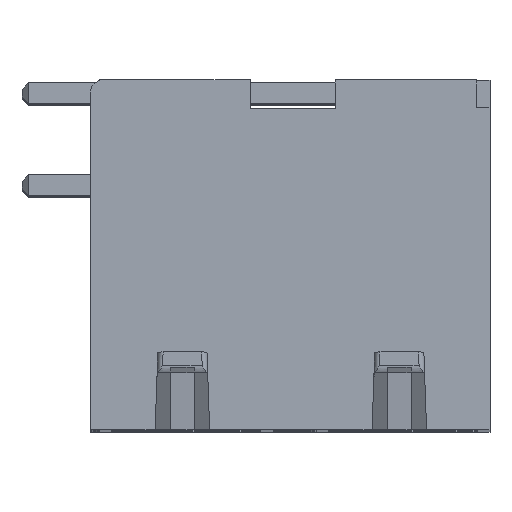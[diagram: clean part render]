
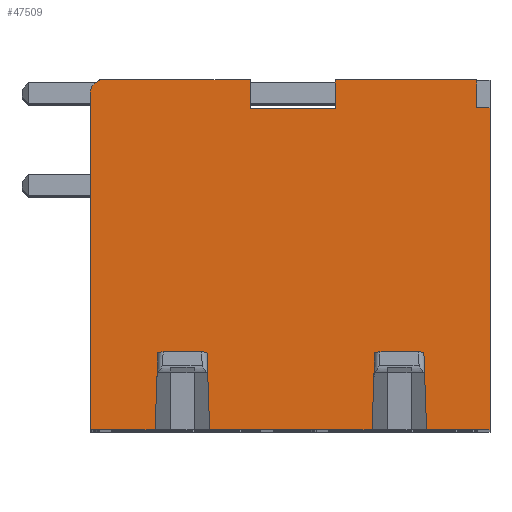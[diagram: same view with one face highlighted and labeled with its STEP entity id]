
A CAD part, top view. The second image highlights one B-rep face of the part: STEP entity #47509.
In plain terms, the highlighted planar face has unit normal (0, 0, 1).
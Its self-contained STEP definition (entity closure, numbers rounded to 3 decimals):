
#12385=DIRECTION('',(-1.,0.,0.));
#12386=VECTOR('',#12385,5.39);
#12387=CARTESIAN_POINT('',(11.703,13.3,33.7));
#12388=LINE('',#12387,#12386);
#12565=DIRECTION('',(0.,-1.,0.));
#12566=VECTOR('',#12565,1.092);
#12567=CARTESIAN_POINT('',(6.313,13.3,33.7));
#12568=LINE('',#12567,#12566);
#12669=DIRECTION('',(0.,1.,0.));
#12670=VECTOR('',#12669,1.092);
#12671=CARTESIAN_POINT('',(3.074,12.208,33.7));
#12672=LINE('',#12671,#12670);
#13125=DIRECTION('',(-1.,0.,0.));
#13126=VECTOR('',#13125,5.716);
#13127=CARTESIAN_POINT('',(3.074,13.3,33.7));
#13128=LINE('',#13127,#13126);
#13489=DIRECTION('',(0.,-1.,0.));
#13490=VECTOR('',#13489,0.02);
#13491=CARTESIAN_POINT('',(-2.641,13.3,33.7));
#13492=LINE('',#13491,#13490);
#16191=DIRECTION('',(-1.,0.,0.));
#16192=VECTOR('',#16191,3.238);
#16193=CARTESIAN_POINT('',(6.313,12.208,33.7));
#16194=LINE('',#16193,#16192);
#16195=DIRECTION('',(-0.035,-0.999,0.));
#16196=VECTOR('',#16195,2.716);
#16197=CARTESIAN_POINT('',(-0.443,2.714,33.7));
#16198=LINE('',#16197,#16196);
#16199=DIRECTION('',(-1.,0.,0.));
#16200=VECTOR('',#16199,2.463);
#16201=CARTESIAN_POINT('',(-0.537,0.,33.7));
#16202=LINE('',#16201,#16200);
#16203=DIRECTION('',(0.,1.,0.));
#16204=VECTOR('',#16203,12.8);
#16205=CARTESIAN_POINT('',(-3.,0.,33.7));
#16206=LINE('',#16205,#16204);
#16207=CARTESIAN_POINT('',(-2.5,12.8,33.7));
#16208=DIRECTION('',(0.,0.,-1.));
#16209=DIRECTION('',(-1.,0.,0.));
#16210=AXIS2_PLACEMENT_3D('',#16207,#16208,#16209);
#16212=DIRECTION('',(0.,-1.,0.));
#16213=VECTOR('',#16212,12.25);
#16214=CARTESIAN_POINT('',(12.2,12.25,33.7));
#16215=LINE('',#16214,#16213);
#16216=DIRECTION('',(-1.,0.,0.));
#16217=VECTOR('',#16216,2.413);
#16218=CARTESIAN_POINT('',(12.2,0.,33.7));
#16219=LINE('',#16218,#16217);
#16220=DIRECTION('',(-0.035,0.999,0.));
#16221=VECTOR('',#16220,2.716);
#16222=CARTESIAN_POINT('',(9.787,0.,33.7));
#16223=LINE('',#16222,#16221);
#16224=DIRECTION('',(-0.035,-0.999,0.));
#16225=VECTOR('',#16224,2.716);
#16226=CARTESIAN_POINT('',(7.807,2.714,33.7));
#16227=LINE('',#16226,#16225);
#16228=DIRECTION('',(-1.,0.,0.));
#16229=VECTOR('',#16228,6.175);
#16230=CARTESIAN_POINT('',(7.713,0.,33.7));
#16231=LINE('',#16230,#16229);
#16232=DIRECTION('',(-0.035,0.999,0.));
#16233=VECTOR('',#16232,2.716);
#16234=CARTESIAN_POINT('',(1.537,0.,33.7));
#16235=LINE('',#16234,#16233);
#16260=DIRECTION('',(1.,0.,0.));
#16261=VECTOR('',#16260,1.885);
#16262=CARTESIAN_POINT('',(-0.443,2.714,33.7));
#16263=LINE('',#16262,#16261);
#16417=DIRECTION('',(0.,1.,0.));
#16418=VECTOR('',#16417,1.05);
#16419=CARTESIAN_POINT('',(11.703,12.25,33.7));
#16420=LINE('',#16419,#16418);
#16433=DIRECTION('',(-1.,0.,0.));
#16434=VECTOR('',#16433,0.497);
#16435=CARTESIAN_POINT('',(12.2,12.25,33.7));
#16436=LINE('',#16435,#16434);
#16453=DIRECTION('',(1.,0.,0.));
#16454=VECTOR('',#16453,1.885);
#16455=CARTESIAN_POINT('',(7.807,2.714,33.7));
#16456=LINE('',#16455,#16454);
#17917=CARTESIAN_POINT('',(-3.,0.,33.7));
#17918=VERTEX_POINT('',#17917);
#17919=CARTESIAN_POINT('',(-0.537,0.,33.7));
#17920=VERTEX_POINT('',#17919);
#17925=CARTESIAN_POINT('',(1.537,0.,33.7));
#17926=VERTEX_POINT('',#17925);
#17927=CARTESIAN_POINT('',(7.713,0.,33.7));
#17928=VERTEX_POINT('',#17927);
#17933=CARTESIAN_POINT('',(9.787,0.,33.7));
#17934=VERTEX_POINT('',#17933);
#17935=CARTESIAN_POINT('',(12.2,0.,33.7));
#17936=VERTEX_POINT('',#17935);
#18017=CARTESIAN_POINT('',(12.2,12.25,33.7));
#18018=VERTEX_POINT('',#18017);
#18025=CARTESIAN_POINT('',(11.703,13.3,33.7));
#18026=VERTEX_POINT('',#18025);
#18027=CARTESIAN_POINT('',(6.313,13.3,33.7));
#18028=VERTEX_POINT('',#18027);
#18029=CARTESIAN_POINT('',(6.313,12.208,33.7));
#18030=VERTEX_POINT('',#18029);
#18039=CARTESIAN_POINT('',(3.074,12.208,33.7));
#18040=CARTESIAN_POINT('',(3.074,13.3,33.7));
#18041=VERTEX_POINT('',#18039);
#18042=VERTEX_POINT('',#18040);
#18051=CARTESIAN_POINT('',(-2.641,13.3,33.7));
#18052=VERTEX_POINT('',#18051);
#18053=CARTESIAN_POINT('',(-2.641,13.28,33.7));
#18054=VERTEX_POINT('',#18053);
#18083=CARTESIAN_POINT('',(-0.443,2.714,33.7));
#18084=VERTEX_POINT('',#18083);
#18085=CARTESIAN_POINT('',(-3.,12.8,33.7));
#18086=VERTEX_POINT('',#18085);
#18087=CARTESIAN_POINT('',(11.703,12.25,33.7));
#18088=VERTEX_POINT('',#18087);
#18089=CARTESIAN_POINT('',(9.693,2.714,33.7));
#18090=VERTEX_POINT('',#18089);
#18091=CARTESIAN_POINT('',(7.807,2.714,33.7));
#18092=VERTEX_POINT('',#18091);
#18093=CARTESIAN_POINT('',(1.443,2.714,33.7));
#18094=VERTEX_POINT('',#18093);
#47472=CARTESIAN_POINT('',(0.,0.,33.7));
#47473=DIRECTION('',(0.,0.,1.));
#47474=DIRECTION('',(1.,0.,0.));
#47475=AXIS2_PLACEMENT_3D('',#47472,#47473,#47474);
#47476=PLANE('',#47475);
#47478=ORIENTED_EDGE('',*,*,#47477,.T.);
#47479=ORIENTED_EDGE('',*,*,#23643,.T.);
#47481=ORIENTED_EDGE('',*,*,#47480,.T.);
#47483=ORIENTED_EDGE('',*,*,#47482,.T.);
#47484=ORIENTED_EDGE('',*,*,#42576,.F.);
#47485=ORIENTED_EDGE('',*,*,#42546,.F.);
#47486=ORIENTED_EDGE('',*,*,#41657,.F.);
#47487=ORIENTED_EDGE('',*,*,#47467,.F.);
#47488=ORIENTED_EDGE('',*,*,#41435,.F.);
#47489=ORIENTED_EDGE('',*,*,#41420,.F.);
#47491=ORIENTED_EDGE('',*,*,#47490,.F.);
#47493=ORIENTED_EDGE('',*,*,#47492,.F.);
#47494=ORIENTED_EDGE('',*,*,#41198,.T.);
#47495=ORIENTED_EDGE('',*,*,#23659,.T.);
#47497=ORIENTED_EDGE('',*,*,#47496,.T.);
#47499=ORIENTED_EDGE('',*,*,#47498,.F.);
#47501=ORIENTED_EDGE('',*,*,#47500,.T.);
#47502=ORIENTED_EDGE('',*,*,#23651,.T.);
#47504=ORIENTED_EDGE('',*,*,#47503,.T.);
#47506=ORIENTED_EDGE('',*,*,#47505,.F.);
#47507=EDGE_LOOP('',(#47478,#47479,#47481,#47483,#47484,#47485,#47486,#47487,
#47488,#47489,#47491,#47493,#47494,#47495,#47497,#47499,#47501,#47502,#47504,
#47506));
#47508=FACE_OUTER_BOUND('',#47507,.F.);
#47509=ADVANCED_FACE('',(#47508),#47476,.T.);
#16211=CIRCLE('',#16210,0.5);
#23643=EDGE_CURVE('',#17920,#17918,#16202,.T.);
#23651=EDGE_CURVE('',#17928,#17926,#16231,.T.);
#23659=EDGE_CURVE('',#17936,#17934,#16219,.T.);
#41198=EDGE_CURVE('',#18018,#17936,#16215,.T.);
#41420=EDGE_CURVE('',#18026,#18028,#12388,.T.);
#41435=EDGE_CURVE('',#18028,#18030,#12568,.T.);
#41657=EDGE_CURVE('',#18041,#18042,#12672,.T.);
#42546=EDGE_CURVE('',#18042,#18052,#13128,.T.);
#42576=EDGE_CURVE('',#18052,#18054,#13492,.T.);
#47467=EDGE_CURVE('',#18030,#18041,#16194,.T.);
#47477=EDGE_CURVE('',#18084,#17920,#16198,.T.);
#47480=EDGE_CURVE('',#17918,#18086,#16206,.T.);
#47482=EDGE_CURVE('',#18086,#18054,#16211,.T.);
#47490=EDGE_CURVE('',#18088,#18026,#16420,.T.);
#47492=EDGE_CURVE('',#18018,#18088,#16436,.T.);
#47496=EDGE_CURVE('',#17934,#18090,#16223,.T.);
#47498=EDGE_CURVE('',#18092,#18090,#16456,.T.);
#47500=EDGE_CURVE('',#18092,#17928,#16227,.T.);
#47503=EDGE_CURVE('',#17926,#18094,#16235,.T.);
#47505=EDGE_CURVE('',#18084,#18094,#16263,.T.);
